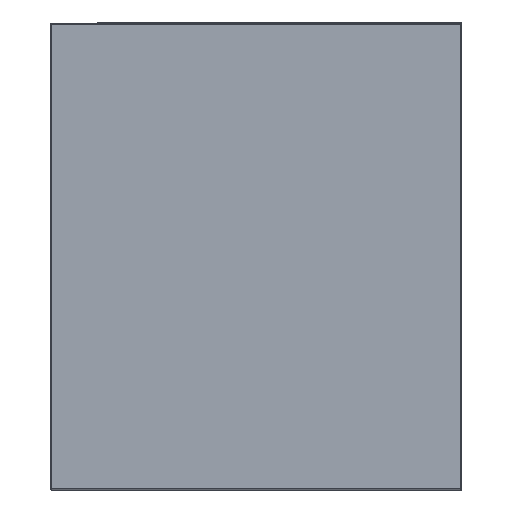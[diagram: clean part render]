
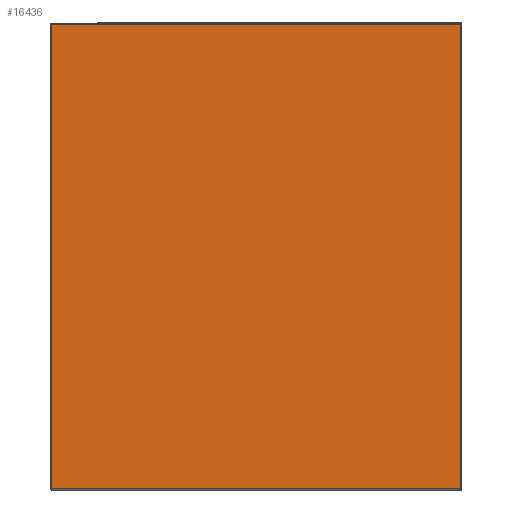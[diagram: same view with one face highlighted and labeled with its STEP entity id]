
A CAD part, left-side view. The second image highlights one B-rep face of the part: STEP entity #16436.
In plain terms, the highlighted planar face has unit normal (-1, 0, 0).
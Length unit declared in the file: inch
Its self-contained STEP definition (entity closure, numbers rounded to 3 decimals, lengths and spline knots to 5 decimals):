
#227 = CARTESIAN_POINT ( 'NONE',  ( -15.64961, 15.74803, 8.82228 ) ) ;
#397 = ORIENTED_EDGE ( 'NONE', *, *, #21470, .T. ) ;
#996 = CARTESIAN_POINT ( 'NONE',  ( -15.64961, 15.70866, -8.95669 ) ) ;
#2560 = VERTEX_POINT ( 'NONE', #5098 ) ;
#3777 = ORIENTED_EDGE ( 'NONE', *, *, #21700, .T. ) ;
#4118 = EDGE_LOOP ( 'NONE', ( #3777, #20980, #397, #17021 ) ) ;
#5072 = DIRECTION ( 'NONE',  ( -1., 0., 0. ) ) ;
#5095 = DIRECTION ( 'NONE',  ( 0., 0., -1. ) ) ;
#5098 = CARTESIAN_POINT ( 'NONE',  ( -15.64961, 15.70866, 8.82228 ) ) ;
#5412 = DIRECTION ( 'NONE',  ( 0., 1., 0. ) ) ;
#6683 = LINE ( 'NONE', #11914, #22258 ) ;
#6810 = DIRECTION ( 'NONE',  ( 0., 0., 1. ) ) ;
#8403 = VECTOR ( 'NONE', #5412, 39.37008 ) ;
#8474 = CARTESIAN_POINT ( 'NONE',  ( -15.64961, 15.74803, -8.99606 ) ) ;
#8498 = CARTESIAN_POINT ( 'NONE',  ( -15.64961, 15.70866, -8.99606 ) ) ;
#8584 = PLANE ( 'NONE',  #22354 ) ;
#8947 = VERTEX_POINT ( 'NONE', #9801 ) ;
#9285 = EDGE_CURVE ( 'NONE', #18615, #17022, #9506, .T. ) ;
#9506 = LINE ( 'NONE', #18941, #19559 ) ;
#9801 = CARTESIAN_POINT ( 'NONE',  ( -15.64961, 0.03937, 8.82228 ) ) ;
#10063 = LINE ( 'NONE', #8498, #12112 ) ;
#11914 = CARTESIAN_POINT ( 'NONE',  ( -15.64961, 0.03937, -8.99606 ) ) ;
#12112 = VECTOR ( 'NONE', #5095, 39.37008 ) ;
#13665 = DIRECTION ( 'NONE',  ( 0., -1., 0. ) ) ;
#15781 = CARTESIAN_POINT ( 'NONE',  ( -15.64961, 0.03937, -8.95669 ) ) ;
#15824 = EDGE_CURVE ( 'NONE', #8947, #2560, #16183, .T. ) ;
#16183 = LINE ( 'NONE', #227, #8403 ) ;
#16436 = ADVANCED_FACE ( 'NONE', ( #21000 ), #8584, .T. ) ;
#17021 = ORIENTED_EDGE ( 'NONE', *, *, #15824, .T. ) ;
#17022 = VERTEX_POINT ( 'NONE', #15781 ) ;
#18615 = VERTEX_POINT ( 'NONE', #996 ) ;
#18941 = CARTESIAN_POINT ( 'NONE',  ( -15.64961, 15.74803, -8.95669 ) ) ;
#19241 = DIRECTION ( 'NONE',  ( 0., 0., 1. ) ) ;
#19559 = VECTOR ( 'NONE', #13665, 39.37008 ) ;
#20980 = ORIENTED_EDGE ( 'NONE', *, *, #9285, .T. ) ;
#21000 = FACE_OUTER_BOUND ( 'NONE', #4118, .T. ) ;
#21470 = EDGE_CURVE ( 'NONE', #17022, #8947, #6683, .T. ) ;
#21700 = EDGE_CURVE ( 'NONE', #2560, #18615, #10063, .T. ) ;
#22258 = VECTOR ( 'NONE', #6810, 39.37008 ) ;
#22354 = AXIS2_PLACEMENT_3D ( 'NONE', #8474, #5072, #19241 ) ;
